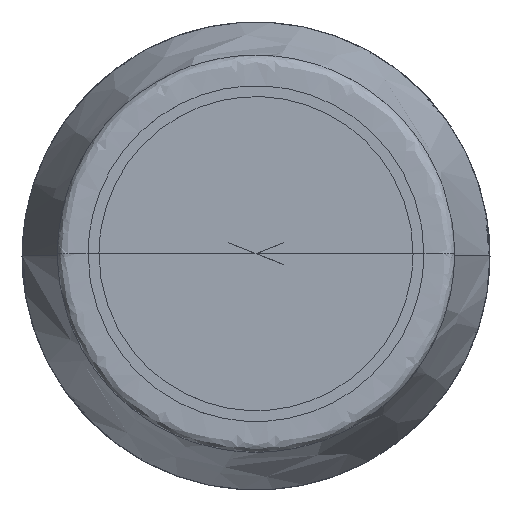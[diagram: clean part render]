
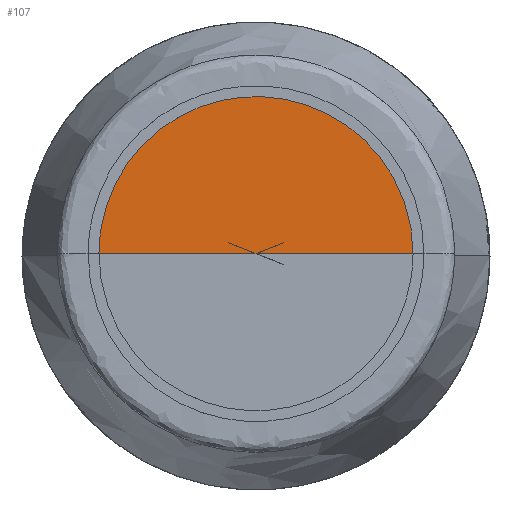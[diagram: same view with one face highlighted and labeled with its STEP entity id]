
A CAD part, top view. The second image highlights one B-rep face of the part: STEP entity #107.
In plain terms, the highlighted free-form (B-spline) face has degree [2, 1] with [5, 3] control points.
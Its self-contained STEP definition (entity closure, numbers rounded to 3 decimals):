
#107=ADVANCED_FACE($,(#239),#1444,.T.);
#239=FACE_OUTER_BOUND($,#372,.T.);
#372=EDGE_LOOP($,(#564,#565,#566));
#564=ORIENTED_EDGE($,*,*,#1052,.T.);
#565=ORIENTED_EDGE($,*,*,#1031,.T.);
#566=ORIENTED_EDGE($,*,*,#1051,.F.);
#1031=EDGE_CURVE($,#1288,#1287,#1564,.T.);
#1051=EDGE_CURVE($,#1298,#1287,#1572,.T.);
#1052=EDGE_CURVE($,#1298,#1288,#1649,.T.);
#1287=VERTEX_POINT($,#3379);
#1288=VERTEX_POINT($,#3380);
#1298=VERTEX_POINT($,#3390);
#1444=(
BOUNDED_SURFACE()
B_SPLINE_SURFACE(2,1,((#3213,#3214,#3215),(#3216,#3217,#3218),(#3219,#3220,
#3221),(#3222,#3223,#3224),(#3225,#3226,#3227)),.UNSPECIFIED.,.F.,.F.,.F.)
B_SPLINE_SURFACE_WITH_KNOTS((3,2,3),(2,1,2),(3.142,4.712,
6.283),(97.398,132.635,140.898),.UNSPECIFIED.)
GEOMETRIC_REPRESENTATION_ITEM()
RATIONAL_B_SPLINE_SURFACE(((1.,1.,1.),(0.707,0.707,
0.707),(1.,1.,1.),(0.707,0.707,0.707),
(1.,1.,1.)))
REPRESENTATION_ITEM($)
SURFACE()
);
#1564=B_SPLINE_CURVE_WITH_KNOTS($,1,(#2884,#2885,#2886),.UNSPECIFIED.,.F.,
.F.,(2,1,2),(97.398,132.635,140.898),.UNSPECIFIED.);
#1572=B_SPLINE_CURVE_WITH_KNOTS($,1,(#2965,#2966,#2967),.UNSPECIFIED.,.F.,
.F.,(2,1,2),(97.398,132.635,140.898),.UNSPECIFIED.);
#1649=(
BOUNDED_CURVE()
B_SPLINE_CURVE(2,(#2968,#2969,#2970,#2971,#2972),.UNSPECIFIED.,.F.,.F.)
B_SPLINE_CURVE_WITH_KNOTS((3,2,3),(3.142,4.712,6.283),
.UNSPECIFIED.)
CURVE()
GEOMETRIC_REPRESENTATION_ITEM()
RATIONAL_B_SPLINE_CURVE((1.,0.707,1.,0.707,1.))
REPRESENTATION_ITEM($)
);
#2884=CARTESIAN_POINT($,(-43.5,0.,0.));
#2885=CARTESIAN_POINT($,(-8.262,0.,0.));
#2886=CARTESIAN_POINT($,(0.,0.,0.));
#2965=CARTESIAN_POINT($,(43.5,0.,0.));
#2966=CARTESIAN_POINT($,(8.262,0.,0.));
#2967=CARTESIAN_POINT($,(0.,0.,0.));
#2968=CARTESIAN_POINT($,(43.5,0.,0.));
#2969=CARTESIAN_POINT($,(43.5,43.5,0.));
#2970=CARTESIAN_POINT($,(0.,43.5,0.));
#2971=CARTESIAN_POINT($,(-43.5,43.5,0.));
#2972=CARTESIAN_POINT($,(-43.5,0.,0.));
#3213=CARTESIAN_POINT($,(43.5,0.,0.));
#3214=CARTESIAN_POINT($,(8.262,0.,0.));
#3215=CARTESIAN_POINT($,(0.,0.,0.));
#3216=CARTESIAN_POINT($,(43.5,43.5,0.));
#3217=CARTESIAN_POINT($,(8.262,8.262,0.));
#3218=CARTESIAN_POINT($,(0.,0.,0.));
#3219=CARTESIAN_POINT($,(0.,43.5,0.));
#3220=CARTESIAN_POINT($,(0.,8.262,0.));
#3221=CARTESIAN_POINT($,(0.,0.,0.));
#3222=CARTESIAN_POINT($,(-43.5,43.5,0.));
#3223=CARTESIAN_POINT($,(-8.262,8.262,0.));
#3224=CARTESIAN_POINT($,(0.,0.,0.));
#3225=CARTESIAN_POINT($,(-43.5,0.,0.));
#3226=CARTESIAN_POINT($,(-8.262,0.,0.));
#3227=CARTESIAN_POINT($,(0.,0.,0.));
#3379=CARTESIAN_POINT($,(0.,0.,0.));
#3380=CARTESIAN_POINT($,(-43.5,0.,0.));
#3390=CARTESIAN_POINT($,(43.5,0.,0.));
